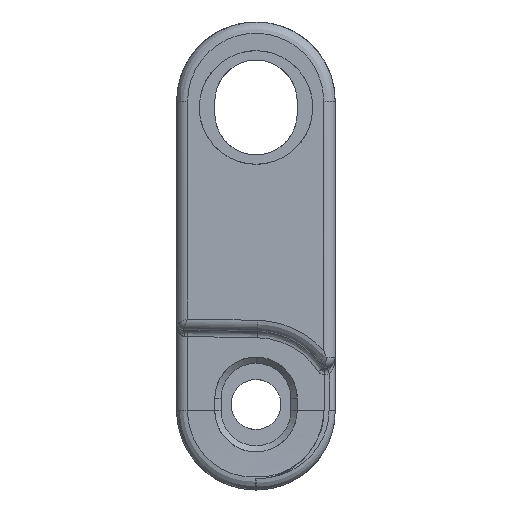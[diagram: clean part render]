
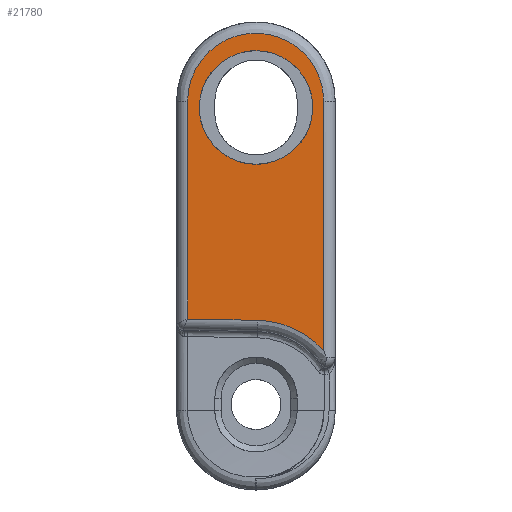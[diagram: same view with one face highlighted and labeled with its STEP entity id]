
A CAD part, left-side view. The second image highlights one B-rep face of the part: STEP entity #21780.
In plain terms, the highlighted planar face has unit normal (-0.999, 0.035, 0).
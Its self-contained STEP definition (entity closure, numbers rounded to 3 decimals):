
#10 = CARTESIAN_POINT ( 'NONE',  ( -57.117, -11.769, 18.8 ) ) ;
#930 = VERTEX_POINT ( 'NONE', #10947 ) ;
#993 =( BOUNDED_CURVE ( )  B_SPLINE_CURVE ( 3, ( #15708, #10418, #29600, #32691 ),
 .UNSPECIFIED., .F., .F. ) 
 B_SPLINE_CURVE_WITH_KNOTS ( ( 4, 4 ),
 ( 4.712, 7.854 ),
 .UNSPECIFIED. ) 
 CURVE ( )  GEOMETRIC_REPRESENTATION_ITEM ( )  RATIONAL_B_SPLINE_CURVE ( ( 1., 0.333, 0.333, 1. ) ) 
 REPRESENTATION_ITEM ( '' )  );
#1278 = EDGE_CURVE ( 'NONE', #7449, #2644, #13686, .T. ) ;
#1599 = EDGE_CURVE ( 'NONE', #19830, #20887, #22565, .T. ) ;
#1733 =( BOUNDED_CURVE ( )  B_SPLINE_CURVE ( 3, ( #1741, #21288, #12869, #24403 ),
 .UNSPECIFIED., .F., .F. ) 
 B_SPLINE_CURVE_WITH_KNOTS ( ( 4, 4 ),
 ( 3.877, 4.695 ),
 .UNSPECIFIED. ) 
 CURVE ( )  GEOMETRIC_REPRESENTATION_ITEM ( )  RATIONAL_B_SPLINE_CURVE ( ( 1., 0.945, 0.945, 1. ) ) 
 REPRESENTATION_ITEM ( '' )  );
#1741 = CARTESIAN_POINT ( 'NONE',  ( -57.117, -11.769, -7.568 ) ) ;
#2252 = DIRECTION ( 'NONE',  ( -0.035, -0.999, 0. ) ) ;
#2314 = CARTESIAN_POINT ( 'NONE',  ( -56.737, -0.869, 12.4 ) ) ;
#2644 = VERTEX_POINT ( 'NONE', #22908 ) ;
#3467 = LINE ( 'NONE', #10, #34187 ) ;
#3584 = ORIENTED_EDGE ( 'NONE', *, *, #1599, .T. ) ;
#3665 = CARTESIAN_POINT ( 'NONE',  ( -57.246, -15.45, 16.45 ) ) ;
#3934 = AXIS2_PLACEMENT_3D ( 'NONE', #15583, #7724, #2252 ) ;
#4694 = CARTESIAN_POINT ( 'NONE',  ( -57.117, -11.769, 23.3 ) ) ;
#4881 = CARTESIAN_POINT ( 'NONE',  ( -57.134, -12.242, -5.252 ) ) ;
#4984 = VERTEX_POINT ( 'NONE', #28359 ) ;
#4991 = FACE_BOUND ( 'NONE', #33669, .T. ) ;
#5358 = VECTOR ( 'NONE', #21506, 1000. ) ;
#7246 = DIRECTION ( 'NONE',  ( 0.035, 0.999, 0.017 ) ) ;
#7449 = VERTEX_POINT ( 'NONE', #30660 ) ;
#7724 = DIRECTION ( 'NONE',  ( -0.999, 0.035, 0. ) ) ;
#8970 = CARTESIAN_POINT ( 'NONE',  ( -56.932, -6.447, -5.151 ) ) ;
#9100 = EDGE_CURVE ( 'NONE', #20887, #19830, #993, .T. ) ;
#10133 = ORIENTED_EDGE ( 'NONE', *, *, #34618, .T. ) ;
#10418 = CARTESIAN_POINT ( 'NONE',  ( -56.61, 2.75, 7.35 ) ) ;
#10947 = CARTESIAN_POINT ( 'NONE',  ( -57.117, -11.769, -7.568 ) ) ;
#11184 = ORIENTED_EDGE ( 'NONE', *, *, #12022, .F. ) ;
#11358 = ORIENTED_EDGE ( 'NONE', *, *, #9100, .T. ) ;
#12022 = EDGE_CURVE ( 'NONE', #930, #15927, #1733, .T. ) ;
#12063 = CARTESIAN_POINT ( 'NONE',  ( -56.928, -6.35, 7.35 ) ) ;
#12869 = CARTESIAN_POINT ( 'NONE',  ( -57.004, -8.508, -5.187 ) ) ;
#13260 = CARTESIAN_POINT ( 'NONE',  ( -56.737, -0.869, 18.8 ) ) ;
#13686 =( BOUNDED_CURVE ( )  B_SPLINE_CURVE ( 3, ( #2314, #16184, #4694, #27520 ),
 .UNSPECIFIED., .F., .F. ) 
 B_SPLINE_CURVE_WITH_KNOTS ( ( 4, 4 ),
 ( 0., 3.142 ),
 .UNSPECIFIED. ) 
 CURVE ( )  GEOMETRIC_REPRESENTATION_ITEM ( )  RATIONAL_B_SPLINE_CURVE ( ( 1., 0.333, 0.333, 1. ) ) 
 REPRESENTATION_ITEM ( '' )  );
#14792 = CARTESIAN_POINT ( 'NONE',  ( -57.246, -15.45, 7.35 ) ) ;
#15583 = CARTESIAN_POINT ( 'NONE',  ( -57.15, -12.7, 21. ) ) ;
#15708 = CARTESIAN_POINT ( 'NONE',  ( -56.928, -6.35, 7.35 ) ) ;
#15927 = VERTEX_POINT ( 'NONE', #8970 ) ;
#16014 = ORIENTED_EDGE ( 'NONE', *, *, #1278, .F. ) ;
#16184 = CARTESIAN_POINT ( 'NONE',  ( -56.737, -0.869, 23.3 ) ) ;
#16828 = ORIENTED_EDGE ( 'NONE', *, *, #26100, .F. ) ;
#19585 = EDGE_CURVE ( 'NONE', #2644, #930, #3467, .T. ) ;
#19830 = VERTEX_POINT ( 'NONE', #34291 ) ;
#20376 = ORIENTED_EDGE ( 'NONE', *, *, #19585, .F. ) ;
#20887 = VERTEX_POINT ( 'NONE', #31503 ) ;
#21288 = CARTESIAN_POINT ( 'NONE',  ( -57.069, -10.385, -6.04 ) ) ;
#21506 = DIRECTION ( 'NONE',  ( 0., 0., -1. ) ) ;
#21780 = ADVANCED_FACE ( 'NONE', ( #30012, #4991 ), #27291, .T. ) ;
#22565 =( BOUNDED_CURVE ( )  B_SPLINE_CURVE ( 3, ( #28676, #3665, #14792, #12063 ),
 .UNSPECIFIED., .F., .F. ) 
 B_SPLINE_CURVE_WITH_KNOTS ( ( 4, 4 ),
 ( 1.571, 4.712 ),
 .UNSPECIFIED. ) 
 CURVE ( )  GEOMETRIC_REPRESENTATION_ITEM ( )  RATIONAL_B_SPLINE_CURVE ( ( 1., 0.333, 0.333, 1. ) ) 
 REPRESENTATION_ITEM ( '' )  );
#22908 = CARTESIAN_POINT ( 'NONE',  ( -57.117, -11.769, 12.4 ) ) ;
#23394 = DIRECTION ( 'NONE',  ( 0., 0., -1. ) ) ;
#23899 = LINE ( 'NONE', #4881, #31584 ) ;
#24403 = CARTESIAN_POINT ( 'NONE',  ( -56.932, -6.447, -5.151 ) ) ;
#24784 = LINE ( 'NONE', #13260, #5358 ) ;
#26100 = EDGE_CURVE ( 'NONE', #15927, #4984, #23899, .T. ) ;
#27291 = PLANE ( 'NONE',  #3934 ) ;
#27520 = CARTESIAN_POINT ( 'NONE',  ( -57.117, -11.769, 12.4 ) ) ;
#28359 = CARTESIAN_POINT ( 'NONE',  ( -56.737, -0.869, -5.054 ) ) ;
#28676 = CARTESIAN_POINT ( 'NONE',  ( -56.928, -6.35, 16.45 ) ) ;
#29600 = CARTESIAN_POINT ( 'NONE',  ( -56.61, 2.75, 16.45 ) ) ;
#30012 = FACE_OUTER_BOUND ( 'NONE', #31289, .T. ) ;
#30660 = CARTESIAN_POINT ( 'NONE',  ( -56.737, -0.869, 12.4 ) ) ;
#31289 = EDGE_LOOP ( 'NONE', ( #10133, #16828, #11184, #20376, #16014 ) ) ;
#31503 = CARTESIAN_POINT ( 'NONE',  ( -56.928, -6.35, 7.35 ) ) ;
#31584 = VECTOR ( 'NONE', #7246, 1000. ) ;
#32691 = CARTESIAN_POINT ( 'NONE',  ( -56.928, -6.35, 16.45 ) ) ;
#33669 = EDGE_LOOP ( 'NONE', ( #11358, #3584 ) ) ;
#34187 = VECTOR ( 'NONE', #23394, 1000. ) ;
#34291 = CARTESIAN_POINT ( 'NONE',  ( -56.928, -6.35, 16.45 ) ) ;
#34618 = EDGE_CURVE ( 'NONE', #7449, #4984, #24784, .T. ) ;
